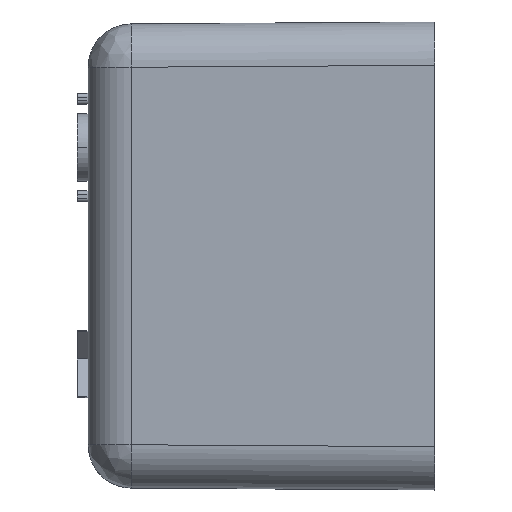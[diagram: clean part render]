
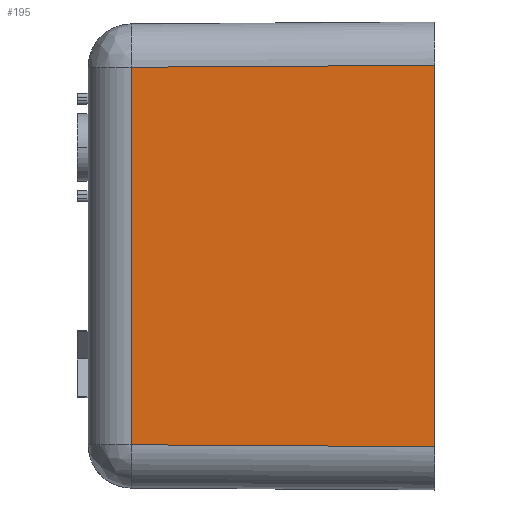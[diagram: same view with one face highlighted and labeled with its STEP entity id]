
A CAD part, left-side view. The second image highlights one B-rep face of the part: STEP entity #195.
In plain terms, the highlighted planar face has unit normal (-1, 0.006, 0).
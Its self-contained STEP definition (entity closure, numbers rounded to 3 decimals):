
#195=ADVANCED_FACE('',(#362),#2690,.T.);
#362=FACE_OUTER_BOUND('',#537,.T.);
#537=EDGE_LOOP('',(#1277,#1278,#1279,#1280));
#1277=ORIENTED_EDGE('',*,*,#1794,.F.);
#1278=ORIENTED_EDGE('',*,*,#1790,.F.);
#1279=ORIENTED_EDGE('',*,*,#1808,.F.);
#1280=ORIENTED_EDGE('',*,*,#1816,.F.);
#1790=EDGE_CURVE('',#2513,#2510,#2231,.T.);
#1794=EDGE_CURVE('',#2510,#2514,#2233,.T.);
#1808=EDGE_CURVE('',#2522,#2513,#2240,.T.);
#1816=EDGE_CURVE('',#2514,#2522,#2247,.T.);
#2231=B_SPLINE_CURVE_WITH_KNOTS('',1,(#8172,#8173),.UNSPECIFIED.,.F.,.F.,
(2,2),(-17.425,0.),.UNSPECIFIED.);
#2233=B_SPLINE_CURVE_WITH_KNOTS('',1,(#8183,#8184),.UNSPECIFIED.,.F.,.F.,
(2,2),(-14.013,0.),.UNSPECIFIED.);
#2240=B_SPLINE_CURVE_WITH_KNOTS('',1,(#8220,#8221),.UNSPECIFIED.,.F.,.F.,
(2,2),(-14.013,0.),.UNSPECIFIED.);
#2247=B_SPLINE_CURVE_WITH_KNOTS('',1,(#8238,#8239),.UNSPECIFIED.,.F.,.F.,
(2,2),(0.,17.6),.UNSPECIFIED.);
#2510=VERTEX_POINT('',#5702);
#2513=VERTEX_POINT('',#5705);
#2514=VERTEX_POINT('',#5706);
#2522=VERTEX_POINT('',#5714);
#2690=PLANE('',#2785);
#2785=AXIS2_PLACEMENT_3D('',#5385,#2863,$);
#2863=DIRECTION('',(-1.,0.006,0.));
#5385=CARTESIAN_POINT('',(-19.309,-8.402,-10.561));
#5702=CARTESIAN_POINT('',(-19.212,7.012,8.712));
#5705=CARTESIAN_POINT('',(-19.212,7.012,-8.712));
#5706=CARTESIAN_POINT('',(-19.3,-7.,8.8));
#5714=CARTESIAN_POINT('',(-19.3,-7.,-8.8));
#8172=CARTESIAN_POINT('',(-19.212,7.012,-8.712));
#8173=CARTESIAN_POINT('',(-19.212,7.012,8.712));
#8183=CARTESIAN_POINT('',(-19.212,7.012,8.712));
#8184=CARTESIAN_POINT('',(-19.3,-7.,8.8));
#8220=CARTESIAN_POINT('',(-19.3,-7.,-8.8));
#8221=CARTESIAN_POINT('',(-19.212,7.012,-8.712));
#8238=CARTESIAN_POINT('',(-19.3,-7.,8.8));
#8239=CARTESIAN_POINT('',(-19.3,-7.,-8.8));
